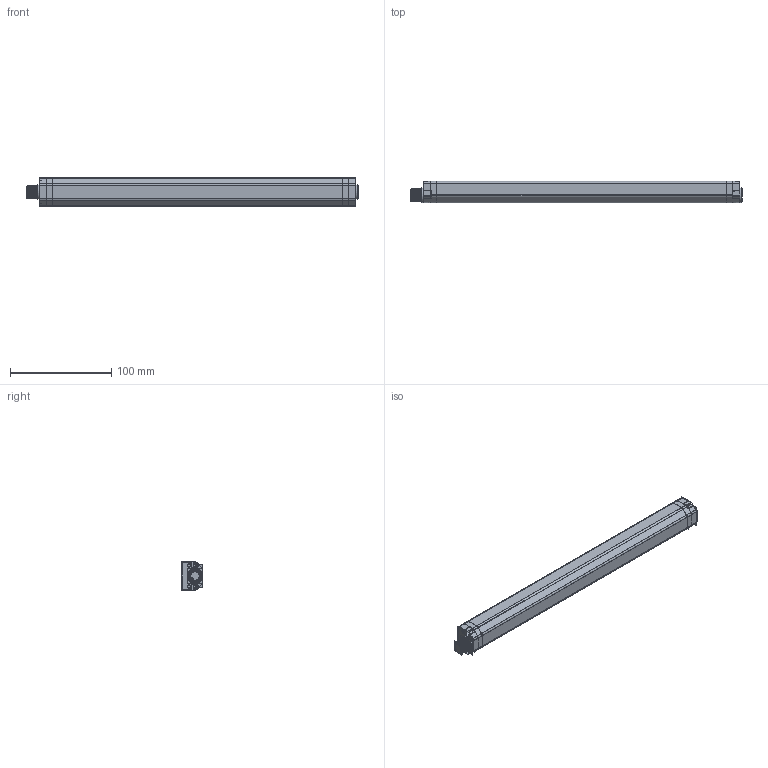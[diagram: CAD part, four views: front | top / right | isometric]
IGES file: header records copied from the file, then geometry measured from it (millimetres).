
Start section:  PTC IGES file: 154519_sm01.igs
Global section: file name: 154519_sm01.igs; native system: Creo Parametric by PTC Inc.; preprocessor: 2022414; author: banengservice; organization: Unknown; date: 20251010.090713; units: millimetre
Bounding box: 327.19 x 21.03 x 28 mm (x, y, z)
Volume: 166101.9 mm3; surface area: 140145.1 mm2
Topology: 1 solids, 1 shells, 724 faces, 3736 edges, 4755 vertices
Faces by surface type: revolution 482, bspline 242
